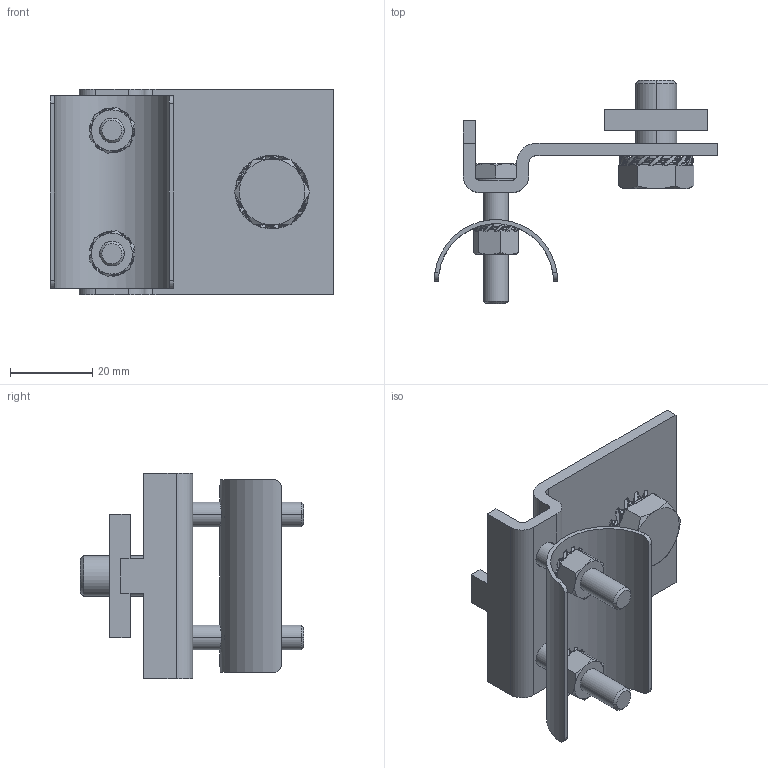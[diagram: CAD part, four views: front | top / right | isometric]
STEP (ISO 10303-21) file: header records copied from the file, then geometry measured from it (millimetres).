
FILE_DESCRIPTION (( 'STEP AP203' ), '1' );
FILE_NAME ('1.24.K00.STEP', '2018-04-12T10:37:19', ( '' ), ( '' ), 'SwSTEP 2.0', 'SolidWorks 2017', '' );
FILE_SCHEMA (( 'CONFIG_CONTROL_DESIGN' ));
Products named in the file (1): 1.24.K00
Bounding box: 69 x 54.31 x 50 mm (x, y, z)
Volume: 22778.6 mm3; surface area: 19575.1 mm2
Topology: 11 solids, 11 shells, 2472 faces, 7251 edges, 4804 vertices
Faces by surface type: cylinder 2285, plane 125, cone 56, torus 6
Entity records: 92588 total; most frequent: CARTESIAN_POINT 39639, ORIENTED_EDGE 14502, EDGE_CURVE 7251, B_SPLINE_CURVE_WITH_KNOTS 6359, DIRECTION 6041, VERTEX_POINT 4804, AXIS2_PLACEMENT_3D 2828, EDGE_LOOP 2497
